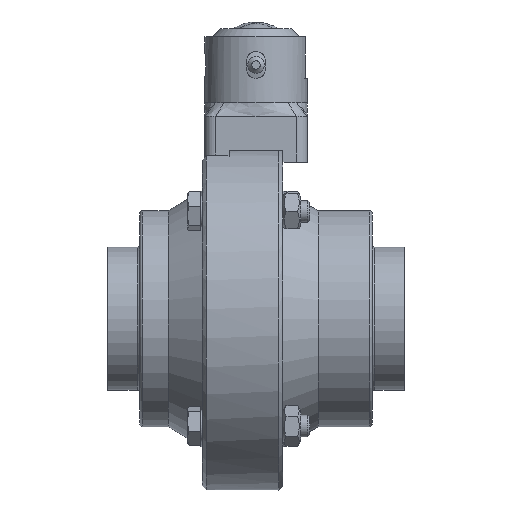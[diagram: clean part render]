
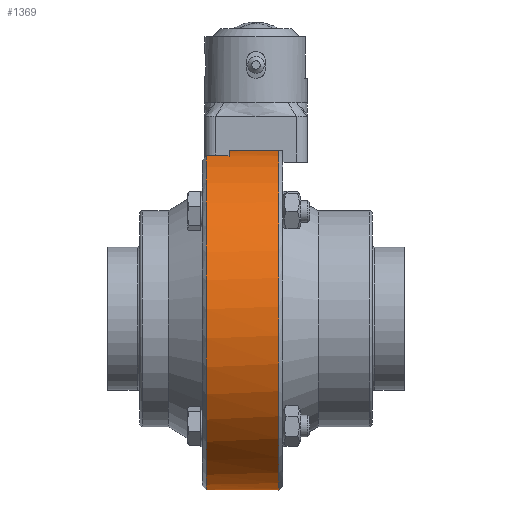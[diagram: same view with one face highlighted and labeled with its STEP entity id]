
A CAD part, front view. The second image highlights one B-rep face of the part: STEP entity #1369.
In plain terms, the highlighted cylindrical face has radius 63.5 mm (diameter 127 mm), a full revolution.
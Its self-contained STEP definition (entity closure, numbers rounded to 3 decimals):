
#463=CARTESIAN_POINT('',(4.35,0.,63.5));
#464=VERTEX_POINT('',#463);
#465=CARTESIAN_POINT('',(19.65,0.,63.5));
#466=VERTEX_POINT('',#465);
#467=CARTESIAN_POINT('',(4.35,0.,63.5));
#468=CARTESIAN_POINT('',(4.35,0.962,63.5));
#469=CARTESIAN_POINT('',(4.542,1.987,63.476));
#470=CARTESIAN_POINT('',(5.323,3.871,63.389));
#471=CARTESIAN_POINT('',(5.912,4.731,63.327));
#472=CARTESIAN_POINT('',(7.269,6.088,63.211));
#473=CARTESIAN_POINT('',(8.129,6.677,63.149));
#474=CARTESIAN_POINT('',(10.013,7.458,63.062));
#475=CARTESIAN_POINT('',(11.038,7.65,63.038));
#476=CARTESIAN_POINT('',(12.962,7.65,63.038));
#477=CARTESIAN_POINT('',(13.987,7.458,63.062));
#478=CARTESIAN_POINT('',(15.871,6.677,63.149));
#479=CARTESIAN_POINT('',(16.731,6.088,63.211));
#480=CARTESIAN_POINT('',(18.088,4.731,63.327));
#481=CARTESIAN_POINT('',(18.677,3.871,63.389));
#482=CARTESIAN_POINT('',(19.458,1.987,63.476));
#483=CARTESIAN_POINT('',(19.65,0.962,63.5));
#484=CARTESIAN_POINT('',(19.65,0.,63.5));
#485=B_SPLINE_CURVE_WITH_KNOTS('',3,(#467,#468,#469,#470,#471,#472,#473,#474,#475,#476,#477,#478,#479,#480,#481,#482,#483,#484),.UNSPECIFIED.,.F.,.U.,(4,2,2,2,2,2,2,2,4),(1.154,1.442,1.731,2.019,2.308,2.596,2.885,3.173,3.462),.UNSPECIFIED.);
#486=EDGE_CURVE('',#464,#466,#485,.T.);
#488=CARTESIAN_POINT('',(19.65,0.,63.5));
#489=CARTESIAN_POINT('',(19.65,-0.962,63.5));
#490=CARTESIAN_POINT('',(19.458,-1.987,63.476));
#491=CARTESIAN_POINT('',(18.677,-3.871,63.389));
#492=CARTESIAN_POINT('',(18.088,-4.731,63.327));
#493=CARTESIAN_POINT('',(16.731,-6.088,63.211));
#494=CARTESIAN_POINT('',(15.871,-6.677,63.149));
#495=CARTESIAN_POINT('',(13.987,-7.458,63.062));
#496=CARTESIAN_POINT('',(12.962,-7.65,63.038));
#497=CARTESIAN_POINT('',(12.,-7.65,63.038));
#498=CARTESIAN_POINT('',(11.038,-7.65,63.038));
#499=CARTESIAN_POINT('',(10.013,-7.458,63.062));
#500=CARTESIAN_POINT('',(8.129,-6.677,63.149));
#501=CARTESIAN_POINT('',(7.269,-6.088,63.211));
#502=CARTESIAN_POINT('',(5.912,-4.731,63.327));
#503=CARTESIAN_POINT('',(5.323,-3.871,63.389));
#504=CARTESIAN_POINT('',(4.542,-1.987,63.476));
#505=CARTESIAN_POINT('',(4.35,-0.962,63.5));
#506=CARTESIAN_POINT('',(4.35,0.,63.5));
#507=B_SPLINE_CURVE_WITH_KNOTS('',3,(#488,#489,#490,#491,#492,#493,#494,#495,#496,#497,#498,#499,#500,#501,#502,#503,#504,#505,#506),.UNSPECIFIED.,.F.,.U.,(4,2,2,2,3,2,2,2,4),(3.462,3.75,4.039,4.327,4.615,4.904,5.192,5.481,5.769),.UNSPECIFIED.);
#508=EDGE_CURVE('',#466,#464,#507,.T.);
#578=CARTESIAN_POINT('',(20.5,63.5,0.0));
#579=VERTEX_POINT('',#578);
#580=CARTESIAN_POINT('',(20.5,0.0,0.0));
#581=DIRECTION('',(1.0,0.0,0.0));
#582=DIRECTION('',(0.0,1.0,0.0));
#583=AXIS2_PLACEMENT_3D('',#580,#581,#582);
#584=CIRCLE('',#583,63.5);
#585=EDGE_CURVE('',#579,#579,#584,.T.);
#1031=CARTESIAN_POINT('',(-6.5,-19.75,60.351));
#1032=VERTEX_POINT('',#1031);
#1129=CARTESIAN_POINT('',(-6.5,19.75,60.351));
#1130=VERTEX_POINT('',#1129);
#1144=CARTESIAN_POINT('',(-6.5,0.0,0.0));
#1145=DIRECTION('',(-1.0,0.0,0.0));
#1146=DIRECTION('',(0.0,-1.0,0.0));
#1147=AXIS2_PLACEMENT_3D('',#1144,#1145,#1146);
#1148=CIRCLE('',#1147,63.5);
#1149=EDGE_CURVE('',#1130,#1032,#1148,.T.);
#1234=CARTESIAN_POINT('',(2.,-19.75,60.351));
#1235=VERTEX_POINT('',#1234);
#1236=CARTESIAN_POINT('',(2.,-19.75,60.351));
#1237=DIRECTION('',(-1.0,0.0,0.0));
#1238=VECTOR('',#1237,8.5);
#1239=LINE('',#1236,#1238);
#1240=EDGE_CURVE('',#1235,#1032,#1239,.T.);
#1292=CARTESIAN_POINT('',(2.,19.75,60.351));
#1293=VERTEX_POINT('',#1292);
#1300=CARTESIAN_POINT('',(-6.5,19.75,60.351));
#1301=DIRECTION('',(1.0,0.0,0.0));
#1302=VECTOR('',#1301,8.5);
#1303=LINE('',#1300,#1302);
#1304=EDGE_CURVE('',#1130,#1293,#1303,.T.);
#1309=CARTESIAN_POINT('',(-3.,0.0,0.0));
#1310=DIRECTION('',(-1.0,0.0,0.0));
#1311=DIRECTION('',(0.0,-1.0,0.0));
#1312=AXIS2_PLACEMENT_3D('',#1309,#1310,#1311);
#1313=CYLINDRICAL_SURFACE('',#1312,63.5);
#1314=ORIENTED_EDGE('',*,*,#585,.F.);
#1315=EDGE_LOOP('',(#1314));
#1316=FACE_OUTER_BOUND('',#1315,.T.);
#1317=ORIENTED_EDGE('',*,*,#486,.T.);
#1318=ORIENTED_EDGE('',*,*,#508,.T.);
#1319=EDGE_LOOP('',(#1317,#1318));
#1320=FACE_BOUND('',#1319,.T.);
#1321=ORIENTED_EDGE('',*,*,#1149,.F.);
#1322=ORIENTED_EDGE('',*,*,#1304,.T.);
#1323=CARTESIAN_POINT('',(2.,19.,60.591));
#1324=VERTEX_POINT('',#1323);
#1325=CARTESIAN_POINT('',(2.,0.0,0.0));
#1326=DIRECTION('',(1.0,0.0,0.0));
#1327=DIRECTION('',(0.0,1.0,0.0));
#1328=AXIS2_PLACEMENT_3D('',#1325,#1326,#1327);
#1329=CIRCLE('',#1328,63.5);
#1330=EDGE_CURVE('',#1293,#1324,#1329,.T.);
#1331=ORIENTED_EDGE('',*,*,#1330,.T.);
#1332=CARTESIAN_POINT('',(2.,16.,61.451));
#1333=VERTEX_POINT('',#1332);
#1334=CARTESIAN_POINT('',(2.,0.0,0.0));
#1335=DIRECTION('',(1.0,0.0,0.0));
#1336=DIRECTION('',(0.0,1.0,0.0));
#1337=AXIS2_PLACEMENT_3D('',#1334,#1335,#1336);
#1338=CIRCLE('',#1337,63.5);
#1339=EDGE_CURVE('',#1324,#1333,#1338,.T.);
#1340=ORIENTED_EDGE('',*,*,#1339,.T.);
#1341=CARTESIAN_POINT('',(2.,-16.,61.451));
#1342=VERTEX_POINT('',#1341);
#1343=CARTESIAN_POINT('',(2.,0.0,0.0));
#1344=DIRECTION('',(1.0,0.0,0.0));
#1345=DIRECTION('',(0.0,1.0,0.0));
#1346=AXIS2_PLACEMENT_3D('',#1343,#1344,#1345);
#1347=CIRCLE('',#1346,63.5);
#1348=EDGE_CURVE('',#1333,#1342,#1347,.T.);
#1349=ORIENTED_EDGE('',*,*,#1348,.T.);
#1350=CARTESIAN_POINT('',(2.,-19.,60.591));
#1351=VERTEX_POINT('',#1350);
#1352=CARTESIAN_POINT('',(2.,0.0,0.0));
#1353=DIRECTION('',(1.0,0.0,0.0));
#1354=DIRECTION('',(0.0,1.0,0.0));
#1355=AXIS2_PLACEMENT_3D('',#1352,#1353,#1354);
#1356=CIRCLE('',#1355,63.5);
#1357=EDGE_CURVE('',#1342,#1351,#1356,.T.);
#1358=ORIENTED_EDGE('',*,*,#1357,.T.);
#1359=CARTESIAN_POINT('',(2.,0.0,0.0));
#1360=DIRECTION('',(1.0,0.0,0.0));
#1361=DIRECTION('',(0.0,1.0,0.0));
#1362=AXIS2_PLACEMENT_3D('',#1359,#1360,#1361);
#1363=CIRCLE('',#1362,63.5);
#1364=EDGE_CURVE('',#1351,#1235,#1363,.T.);
#1365=ORIENTED_EDGE('',*,*,#1364,.T.);
#1366=ORIENTED_EDGE('',*,*,#1240,.T.);
#1367=EDGE_LOOP('',(#1321,#1322,#1331,#1340,#1349,#1358,#1365,#1366));
#1368=FACE_BOUND('',#1367,.T.);
#1369=ADVANCED_FACE('',(#1316,#1320,#1368),#1313,.T.);
